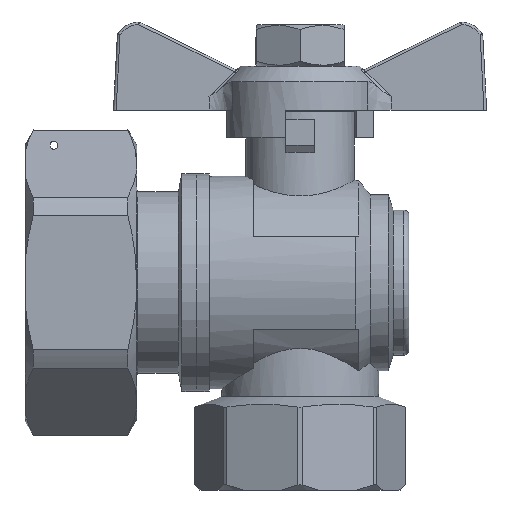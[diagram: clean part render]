
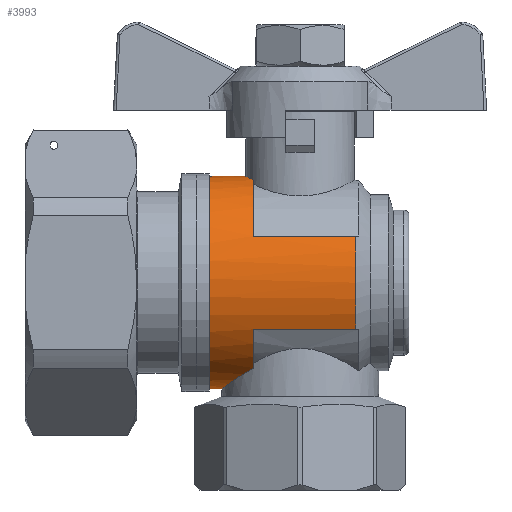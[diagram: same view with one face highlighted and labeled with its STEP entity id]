
A CAD part, left-side view. The second image highlights one B-rep face of the part: STEP entity #3993.
In plain terms, the highlighted cylindrical face has radius 20.5 mm (diameter 41 mm), a full revolution.
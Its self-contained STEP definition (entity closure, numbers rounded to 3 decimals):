
#214=LINE('',#8682,#402);
#215=LINE('',#8686,#403);
#216=LINE('',#8699,#404);
#217=LINE('',#8703,#405);
#402=VECTOR('',#6171,1000.);
#403=VECTOR('',#6174,1000.);
#404=VECTOR('',#6179,1000.);
#405=VECTOR('',#6182,1000.);
#686=B_SPLINE_CURVE_WITH_KNOTS('',3,(#8665,#8666,#8667,#8668,#8669,#8670,
#8671,#8672,#8673,#8674,#8675,#8676,#8677),.UNSPECIFIED.,.F.,.F.,(4,1,1,
1,1,1,1,1,1,1,4),(0.084,0.088,0.09,
0.092,0.093,0.095,0.097,
0.099,0.103,0.106,0.114),
 .UNSPECIFIED.);
#687=B_SPLINE_CURVE_WITH_KNOTS('',3,(#8690,#8691,#8692,#8693,#8694,#8695),
 .UNSPECIFIED.,.F.,.F.,(4,1,1,4),(0.011,0.017,
0.02,0.022),.UNSPECIFIED.);
#1263=ORIENTED_EDGE('',*,*,#2177,.F.);
#1264=ORIENTED_EDGE('',*,*,#2178,.F.);
#1265=ORIENTED_EDGE('',*,*,#2179,.F.);
#1266=ORIENTED_EDGE('',*,*,#2180,.T.);
#1267=ORIENTED_EDGE('',*,*,#2181,.T.);
#1268=ORIENTED_EDGE('',*,*,#2182,.T.);
#1269=ORIENTED_EDGE('',*,*,#2183,.T.);
#1270=ORIENTED_EDGE('',*,*,#2184,.T.);
#1271=ORIENTED_EDGE('',*,*,#2185,.T.);
#1272=ORIENTED_EDGE('',*,*,#2186,.T.);
#1273=ORIENTED_EDGE('',*,*,#2187,.T.);
#1274=ORIENTED_EDGE('',*,*,#2188,.T.);
#1275=ORIENTED_EDGE('',*,*,#2189,.F.);
#2177=EDGE_CURVE('',#2646,#2646,#2952,.T.);
#2178=EDGE_CURVE('',#2647,#2648,#686,.T.);
#2179=EDGE_CURVE('',#2649,#2647,#2953,.T.);
#2180=EDGE_CURVE('',#2649,#2650,#214,.T.);
#2181=EDGE_CURVE('',#2650,#2651,#2954,.T.);
#2182=EDGE_CURVE('',#2651,#2652,#215,.F.);
#2183=EDGE_CURVE('',#2652,#2653,#2955,.T.);
#2184=EDGE_CURVE('',#2653,#2654,#687,.T.);
#2185=EDGE_CURVE('',#2654,#2655,#2956,.T.);
#2186=EDGE_CURVE('',#2655,#2656,#216,.T.);
#2187=EDGE_CURVE('',#2656,#2657,#2957,.T.);
#2188=EDGE_CURVE('',#2657,#2658,#217,.F.);
#2189=EDGE_CURVE('',#2648,#2658,#2958,.T.);
#2646=VERTEX_POINT('',#8664);
#2647=VERTEX_POINT('',#8678);
#2648=VERTEX_POINT('',#8679);
#2649=VERTEX_POINT('',#8681);
#2650=VERTEX_POINT('',#8683);
#2651=VERTEX_POINT('',#8685);
#2652=VERTEX_POINT('',#8687);
#2653=VERTEX_POINT('',#8689);
#2654=VERTEX_POINT('',#8696);
#2655=VERTEX_POINT('',#8698);
#2656=VERTEX_POINT('',#8700);
#2657=VERTEX_POINT('',#8702);
#2658=VERTEX_POINT('',#8704);
#2952=CIRCLE('',#5385,20.5);
#2953=CIRCLE('',#5386,20.5);
#2954=CIRCLE('',#5387,20.5);
#2955=CIRCLE('',#5388,20.5);
#2956=CIRCLE('',#5389,20.5);
#2957=CIRCLE('',#5390,20.5);
#2958=CIRCLE('',#5391,20.5);
#3199=EDGE_LOOP('',(#1263));
#3200=EDGE_LOOP('',(#1264,#1265,#1266,#1267,#1268,#1269,#1270,#1271,#1272,
#1273,#1274,#1275));
#3563=FACE_BOUND('',#3199,.T.);
#3564=FACE_BOUND('',#3200,.T.);
#3843=CYLINDRICAL_SURFACE('',#5384,20.5);
#3993=ADVANCED_FACE('',(#3563,#3564),#3843,.T.);
#5384=AXIS2_PLACEMENT_3D('',#8662,#6165,#6166);
#5385=AXIS2_PLACEMENT_3D('',#8663,#6167,#6168);
#5386=AXIS2_PLACEMENT_3D('',#8680,#6169,#6170);
#5387=AXIS2_PLACEMENT_3D('',#8684,#6172,#6173);
#5388=AXIS2_PLACEMENT_3D('',#8688,#6175,#6176);
#5389=AXIS2_PLACEMENT_3D('',#8697,#6177,#6178);
#5390=AXIS2_PLACEMENT_3D('',#8701,#6180,#6181);
#5391=AXIS2_PLACEMENT_3D('',#8705,#6183,#6184);
#6165=DIRECTION('',(0.,-1.,0.));
#6166=DIRECTION('',(0.,0.,-1.));
#6167=DIRECTION('',(0.,1.,0.));
#6168=DIRECTION('',(1.,0.,0.));
#6169=DIRECTION('',(0.,-1.,0.));
#6170=DIRECTION('',(0.,0.,-1.));
#6171=DIRECTION('',(0.,-1.,0.));
#6172=DIRECTION('',(0.,1.,0.));
#6173=DIRECTION('',(0.,0.,1.));
#6174=DIRECTION('',(0.,-1.,0.));
#6175=DIRECTION('',(0.,1.,0.));
#6176=DIRECTION('',(0.,0.,1.));
#6177=DIRECTION('',(0.,1.,0.));
#6178=DIRECTION('',(0.,0.,1.));
#6179=DIRECTION('',(0.,-1.,0.));
#6180=DIRECTION('',(0.,1.,0.));
#6181=DIRECTION('',(0.,0.,1.));
#6182=DIRECTION('',(0.,-1.,0.));
#6183=DIRECTION('',(0.,-1.,0.));
#6184=DIRECTION('',(0.,0.,-1.));
#8662=CARTESIAN_POINT('',(0.,17.5,0.));
#8663=CARTESIAN_POINT('',(0.,17.5,0.));
#8664=CARTESIAN_POINT('',(20.5,17.5,0.));
#8665=CARTESIAN_POINT('',(-12.181,9.,-16.488));
#8666=CARTESIAN_POINT('',(-11.511,9.907,-16.983));
#8667=CARTESIAN_POINT('',(-10.362,11.15,-17.738));
#8668=CARTESIAN_POINT('',(-8.525,12.558,-18.666));
#8669=CARTESIAN_POINT('',(-7.04,13.447,-19.277));
#8670=CARTESIAN_POINT('',(-5.428,14.178,-19.794));
#8671=CARTESIAN_POINT('',(-3.672,14.732,-20.196));
#8672=CARTESIAN_POINT('',(-1.88,15.066,-20.441));
#8673=CARTESIAN_POINT('',(0.609,15.223,-20.558));
#8674=CARTESIAN_POINT('',(3.681,14.844,-20.275));
#8675=CARTESIAN_POINT('',(8.209,13.113,-19.026));
#8676=CARTESIAN_POINT('',(10.837,10.82,-17.481));
#8677=CARTESIAN_POINT('',(12.181,9.,-16.488));
#8678=CARTESIAN_POINT('',(-12.181,9.,-16.488));
#8679=CARTESIAN_POINT('',(12.181,9.,-16.488));
#8680=CARTESIAN_POINT('',(0.,9.,0.));
#8681=CARTESIAN_POINT('',(-18.419,9.,-9.));
#8682=CARTESIAN_POINT('',(-18.419,17.5,-9.));
#8683=CARTESIAN_POINT('',(-18.419,-10.75,-9.));
#8684=CARTESIAN_POINT('',(0.,-10.75,0.));
#8685=CARTESIAN_POINT('',(-18.419,-10.75,9.));
#8686=CARTESIAN_POINT('',(-18.419,17.5,9.));
#8687=CARTESIAN_POINT('',(-18.419,9.,9.));
#8688=CARTESIAN_POINT('',(0.,9.,0.));
#8689=CARTESIAN_POINT('',(-5.408,9.,19.774));
#8690=CARTESIAN_POINT('',(-5.408,9.,19.774));
#8691=CARTESIAN_POINT('',(-3.816,9.957,20.209));
#8692=CARTESIAN_POINT('',(-0.976,10.766,20.64));
#8693=CARTESIAN_POINT('',(2.862,10.238,20.364));
#8694=CARTESIAN_POINT('',(4.611,9.479,19.992));
#8695=CARTESIAN_POINT('',(5.408,9.,19.774));
#8696=CARTESIAN_POINT('',(5.408,9.,19.774));
#8697=CARTESIAN_POINT('',(0.,9.,0.));
#8698=CARTESIAN_POINT('',(18.419,9.,9.));
#8699=CARTESIAN_POINT('',(18.419,17.5,9.));
#8700=CARTESIAN_POINT('',(18.419,-10.75,9.));
#8701=CARTESIAN_POINT('',(0.,-10.75,0.));
#8702=CARTESIAN_POINT('',(18.419,-10.75,-9.));
#8703=CARTESIAN_POINT('',(18.419,17.5,-9.));
#8704=CARTESIAN_POINT('',(18.419,9.,-9.));
#8705=CARTESIAN_POINT('',(0.,9.,0.));
